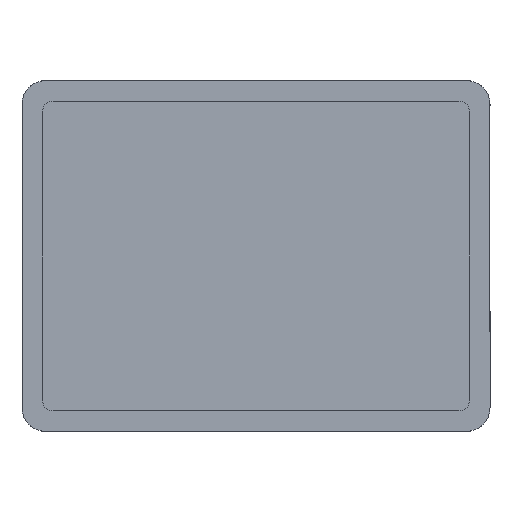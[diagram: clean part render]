
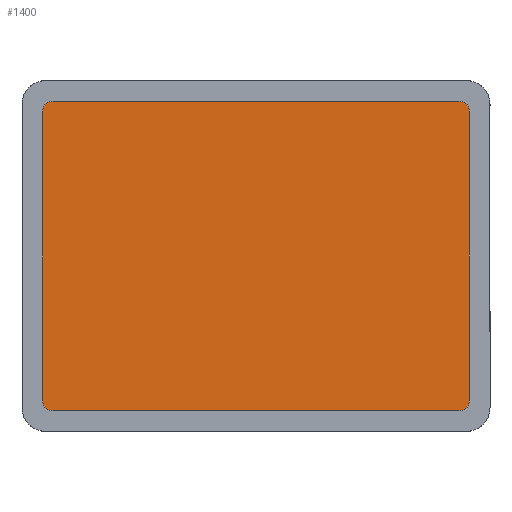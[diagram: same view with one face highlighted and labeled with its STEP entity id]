
A CAD part, front view. The second image highlights one B-rep face of the part: STEP entity #1400.
In plain terms, the highlighted planar face has unit normal (0, -1, 0).
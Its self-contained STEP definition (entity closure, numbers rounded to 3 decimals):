
#143 = DIRECTION ( 'NONE',  ( 0., 1., 0. ) ) ;
#427 = DIRECTION ( 'NONE',  ( 0., 0., -1. ) ) ;
#609 = PLANE ( 'NONE',  #7670 ) ;
#678 = VERTEX_POINT ( 'NONE', #7515 ) ;
#789 = DIRECTION ( 'NONE',  ( 0., 0., 1. ) ) ;
#1145 = ORIENTED_EDGE ( 'NONE', *, *, #15507, .F. ) ;
#1400 = ADVANCED_FACE ( 'NONE', ( #8603 ), #609, .F. ) ;
#1630 = CARTESIAN_POINT ( 'NONE',  ( -173., 0., 132. ) ) ;
#1805 = ORIENTED_EDGE ( 'NONE', *, *, #4855, .F. ) ;
#2184 = VERTEX_POINT ( 'NONE', #17183 ) ;
#2366 = DIRECTION ( 'NONE',  ( 0., 1., 0. ) ) ;
#3065 = EDGE_CURVE ( 'NONE', #18095, #8247, #14533, .T. ) ;
#3452 = ORIENTED_EDGE ( 'NONE', *, *, #20686, .F. ) ;
#3809 = LINE ( 'NONE', #18132, #4602 ) ;
#4403 = ORIENTED_EDGE ( 'NONE', *, *, #18127, .F. ) ;
#4602 = VECTOR ( 'NONE', #8237, 1000. ) ;
#4855 = EDGE_CURVE ( 'NONE', #14614, #2184, #16300, .T. ) ;
#4933 = CARTESIAN_POINT ( 'NONE',  ( 173., 0., -132. ) ) ;
#5065 = DIRECTION ( 'NONE',  ( 0., 0., 1. ) ) ;
#5284 = EDGE_CURVE ( 'NONE', #2184, #18095, #14011, .T. ) ;
#5548 = AXIS2_PLACEMENT_3D ( 'NONE', #10365, #2366, #789 ) ;
#5895 = VECTOR ( 'NONE', #13703, 1000. ) ;
#5906 = AXIS2_PLACEMENT_3D ( 'NONE', #7297, #8775, #7403 ) ;
#7297 = CARTESIAN_POINT ( 'NONE',  ( 173., 0., 123. ) ) ;
#7403 = DIRECTION ( 'NONE',  ( 0., 0., 1. ) ) ;
#7515 = CARTESIAN_POINT ( 'NONE',  ( 173., 0., 132. ) ) ;
#7670 = AXIS2_PLACEMENT_3D ( 'NONE', #13441, #19869, #11861 ) ;
#7842 = ORIENTED_EDGE ( 'NONE', *, *, #19609, .F. ) ;
#8144 = DIRECTION ( 'NONE',  ( 1., 0., 0. ) ) ;
#8237 = DIRECTION ( 'NONE',  ( -1., 0., 0. ) ) ;
#8247 = VERTEX_POINT ( 'NONE', #1630 ) ;
#8321 = LINE ( 'NONE', #16108, #17454 ) ;
#8432 = DIRECTION ( 'NONE',  ( 0., 1., 0. ) ) ;
#8603 = FACE_OUTER_BOUND ( 'NONE', #12538, .T. ) ;
#8775 = DIRECTION ( 'NONE',  ( 0., 1., 0. ) ) ;
#9205 = ORIENTED_EDGE ( 'NONE', *, *, #19052, .F. ) ;
#9905 = CARTESIAN_POINT ( 'NONE',  ( 173., 0., -123. ) ) ;
#10365 = CARTESIAN_POINT ( 'NONE',  ( -173., 0., -123. ) ) ;
#10555 = ORIENTED_EDGE ( 'NONE', *, *, #3065, .F. ) ;
#11861 = DIRECTION ( 'NONE',  ( 0., 0., 1. ) ) ;
#12516 = CARTESIAN_POINT ( 'NONE',  ( 182., 0., -123. ) ) ;
#12538 = EDGE_LOOP ( 'NONE', ( #1805, #1145, #3452, #7842, #4403, #9205, #10555, #14447 ) ) ;
#12624 = CARTESIAN_POINT ( 'NONE',  ( -173., 0., -132. ) ) ;
#12673 = CARTESIAN_POINT ( 'NONE',  ( -173., 0., 132. ) ) ;
#13441 = CARTESIAN_POINT ( 'NONE',  ( -173., 0., -123. ) ) ;
#13517 = VERTEX_POINT ( 'NONE', #4933 ) ;
#13591 = VERTEX_POINT ( 'NONE', #16189 ) ;
#13703 = DIRECTION ( 'NONE',  ( 0., 0., 1. ) ) ;
#13909 = CARTESIAN_POINT ( 'NONE',  ( -182., 0., 123. ) ) ;
#14011 = LINE ( 'NONE', #13909, #5895 ) ;
#14447 = ORIENTED_EDGE ( 'NONE', *, *, #5284, .F. ) ;
#14533 = CIRCLE ( 'NONE', #19932, 9. ) ;
#14614 = VERTEX_POINT ( 'NONE', #12624 ) ;
#14666 = LINE ( 'NONE', #12673, #15406 ) ;
#15406 = VECTOR ( 'NONE', #8144, 1000. ) ;
#15498 = CARTESIAN_POINT ( 'NONE',  ( -182., 0., 123. ) ) ;
#15507 = EDGE_CURVE ( 'NONE', #13517, #14614, #3809, .T. ) ;
#16108 = CARTESIAN_POINT ( 'NONE',  ( 182., 0., 123. ) ) ;
#16122 = CIRCLE ( 'NONE', #16808, 9. ) ;
#16189 = CARTESIAN_POINT ( 'NONE',  ( 182., 0., 123. ) ) ;
#16300 = CIRCLE ( 'NONE', #5548, 9. ) ;
#16808 = AXIS2_PLACEMENT_3D ( 'NONE', #9905, #8432, #5065 ) ;
#17183 = CARTESIAN_POINT ( 'NONE',  ( -182., 0., -123. ) ) ;
#17454 = VECTOR ( 'NONE', #427, 1000. ) ;
#17995 = CIRCLE ( 'NONE', #5906, 9. ) ;
#18095 = VERTEX_POINT ( 'NONE', #15498 ) ;
#18127 = EDGE_CURVE ( 'NONE', #678, #13591, #17995, .T. ) ;
#18132 = CARTESIAN_POINT ( 'NONE',  ( -173., 0., -132. ) ) ;
#18658 = VERTEX_POINT ( 'NONE', #12516 ) ;
#18992 = CARTESIAN_POINT ( 'NONE',  ( -173., 0., 123. ) ) ;
#19052 = EDGE_CURVE ( 'NONE', #8247, #678, #14666, .T. ) ;
#19405 = DIRECTION ( 'NONE',  ( 0., 0., 1. ) ) ;
#19609 = EDGE_CURVE ( 'NONE', #13591, #18658, #8321, .T. ) ;
#19869 = DIRECTION ( 'NONE',  ( 0., 1., 0. ) ) ;
#19932 = AXIS2_PLACEMENT_3D ( 'NONE', #18992, #143, #19405 ) ;
#20686 = EDGE_CURVE ( 'NONE', #18658, #13517, #16122, .T. ) ;
